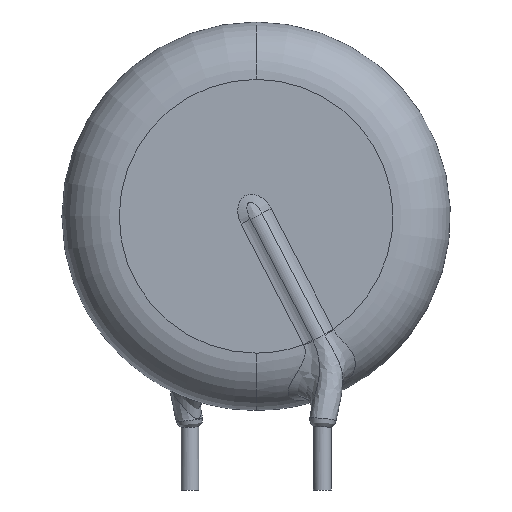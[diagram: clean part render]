
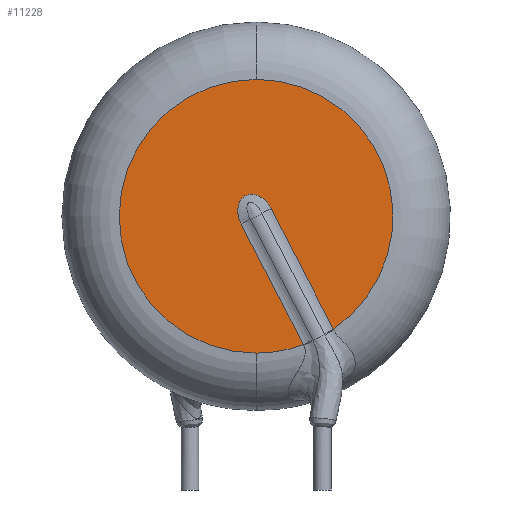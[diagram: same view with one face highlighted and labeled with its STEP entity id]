
A CAD part, front view. The second image highlights one B-rep face of the part: STEP entity #11228.
In plain terms, the highlighted planar face has unit normal (0, -1, 0).
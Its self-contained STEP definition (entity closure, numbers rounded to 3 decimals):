
#508 = CIRCLE ( 'NONE', #14339, 7.75 ) ;
#596 = CARTESIAN_POINT ( 'NONE',  ( 0., -3.25, 12. ) ) ;
#721 = EDGE_CURVE ( 'NONE', #11120, #8795, #1897, .T. ) ;
#1129 = ORIENTED_EDGE ( 'NONE', *, *, #15292, .F. ) ;
#1272 = EDGE_CURVE ( 'NONE', #3432, #6780, #5728, .T. ) ;
#1305 = AXIS2_PLACEMENT_3D ( 'NONE', #596, #1946, #6830 ) ;
#1459 = CARTESIAN_POINT ( 'NONE',  ( 0., -3.25, 12. ) ) ;
#1477 = CARTESIAN_POINT ( 'NONE',  ( 0.123, -3.25, 13.165 ) ) ;
#1634 = CARTESIAN_POINT ( 'NONE',  ( 0.19, -3.25, 13.133 ) ) ;
#1712 = CARTESIAN_POINT ( 'NONE',  ( 0.496, -3.25, 12.919 ) ) ;
#1897 = CIRCLE ( 'NONE', #10849, 7.75 ) ;
#1946 = DIRECTION ( 'NONE',  ( 0., 1., 0. ) ) ;
#2308 = ORIENTED_EDGE ( 'NONE', *, *, #1272, .T. ) ;
#2315 = ORIENTED_EDGE ( 'NONE', *, *, #8876, .T. ) ;
#2365 = CARTESIAN_POINT ( 'NONE',  ( -0.091, -3.25, 13.234 ) ) ;
#2400 = DIRECTION ( 'NONE',  ( 0., 0., 1. ) ) ;
#2601 = CARTESIAN_POINT ( 'NONE',  ( -0.018, -3.25, 13.216 ) ) ;
#2750 = CARTESIAN_POINT ( 'NONE',  ( 0.78, -3.25, 12.572 ) ) ;
#3330 = DIRECTION ( 'NONE',  ( 0.459, 0., -0.889 ) ) ;
#3376 = B_SPLINE_CURVE_WITH_KNOTS ( 'NONE', 3,
 ( #11156, #3727, #12289, #3573, #6216, #5023, #9896, #14810, #8448, #13342, #13571, #2365, #2601, #1477, #1634, #10206, #1712, #14975, #2750, #6365 ),
 .UNSPECIFIED., .F., .F.,
 ( 4, 2, 2, 2, 2, 2, 2, 2, 2, 4 ),
 ( 0., 0., 0.001, 0.001, 0.002, 0.002, 0.002, 0.003, 0.003, 0.004 ),
 .UNSPECIFIED. ) ;
#3432 = VERTEX_POINT ( 'NONE', #6722 ) ;
#3573 = CARTESIAN_POINT ( 'NONE',  ( -1.035, -3.25, 12.125 ) ) ;
#3610 = CARTESIAN_POINT ( 'NONE',  ( -0.849, -3.25, 11.562 ) ) ;
#3660 = ORIENTED_EDGE ( 'NONE', *, *, #721, .F. ) ;
#3727 = CARTESIAN_POINT ( 'NONE',  ( -0.918, -3.25, 11.695 ) ) ;
#3781 = DIRECTION ( 'NONE',  ( 0., 1., 0. ) ) ;
#4395 = ORIENTED_EDGE ( 'NONE', *, *, #15588, .T. ) ;
#4775 = CARTESIAN_POINT ( 'NONE',  ( 2.68, -3.25, 4.728 ) ) ;
#4895 = DIRECTION ( 'NONE',  ( 0., 1., 0. ) ) ;
#5008 = EDGE_CURVE ( 'NONE', #8795, #6780, #9213, .T. ) ;
#5023 = CARTESIAN_POINT ( 'NONE',  ( -1.024, -3.25, 12.57 ) ) ;
#5034 = VERTEX_POINT ( 'NONE', #10913 ) ;
#5728 = LINE ( 'NONE', #13010, #5930 ) ;
#5930 = VECTOR ( 'NONE', #3330, 1000. ) ;
#6216 = CARTESIAN_POINT ( 'NONE',  ( -1.048, -3.25, 12.275 ) ) ;
#6247 = CARTESIAN_POINT ( 'NONE',  ( 4.378, -3.25, 5.605 ) ) ;
#6267 = DIRECTION ( 'NONE',  ( 0., 0., 1. ) ) ;
#6365 = CARTESIAN_POINT ( 'NONE',  ( 0.849, -3.25, 12.438 ) ) ;
#6722 = CARTESIAN_POINT ( 'NONE',  ( 0.849, -3.25, 12.438 ) ) ;
#6780 = VERTEX_POINT ( 'NONE', #6247 ) ;
#6830 = DIRECTION ( 'NONE',  ( 0., 0., 1. ) ) ;
#8098 = CARTESIAN_POINT ( 'NONE',  ( 0., -3.25, 19.75 ) ) ;
#8409 = CARTESIAN_POINT ( 'NONE',  ( 0., -3.25, 4.25 ) ) ;
#8448 = CARTESIAN_POINT ( 'NONE',  ( -0.734, -3.25, 13.095 ) ) ;
#8488 = DIRECTION ( 'NONE',  ( 0., 1., 0. ) ) ;
#8557 = DIRECTION ( 'NONE',  ( -0.459, 0., 0.889 ) ) ;
#8795 = VERTEX_POINT ( 'NONE', #8098 ) ;
#8876 = EDGE_CURVE ( 'NONE', #11930, #5034, #9926, .T. ) ;
#9213 = CIRCLE ( 'NONE', #1305, 7.75 ) ;
#9764 = DIRECTION ( 'NONE',  ( 0., 0., 1. ) ) ;
#9896 = CARTESIAN_POINT ( 'NONE',  ( -0.987, -3.25, 12.718 ) ) ;
#9926 = LINE ( 'NONE', #3610, #14663 ) ;
#10206 = CARTESIAN_POINT ( 'NONE',  ( 0.383, -3.25, 13.017 ) ) ;
#10390 = ORIENTED_EDGE ( 'NONE', *, *, #5008, .F. ) ;
#10831 = CARTESIAN_POINT ( 'NONE',  ( 0., -3.25, 12. ) ) ;
#10849 = AXIS2_PLACEMENT_3D ( 'NONE', #1459, #3781, #6267 ) ;
#10913 = CARTESIAN_POINT ( 'NONE',  ( -0.849, -3.25, 11.562 ) ) ;
#10961 = CARTESIAN_POINT ( 'NONE',  ( 0., -3.25, 12. ) ) ;
#11120 = VERTEX_POINT ( 'NONE', #8409 ) ;
#11156 = CARTESIAN_POINT ( 'NONE',  ( -0.849, -3.25, 11.562 ) ) ;
#11228 = ADVANCED_FACE ( 'NONE', ( #11264 ), #12318, .F. ) ;
#11264 = FACE_OUTER_BOUND ( 'NONE', #11836, .T. ) ;
#11836 = EDGE_LOOP ( 'NONE', ( #4395, #2308, #10390, #3660, #1129, #2315 ) ) ;
#11930 = VERTEX_POINT ( 'NONE', #4775 ) ;
#12289 = CARTESIAN_POINT ( 'NONE',  ( -0.969, -3.25, 11.834 ) ) ;
#12318 = PLANE ( 'NONE',  #15268 ) ;
#13010 = CARTESIAN_POINT ( 'NONE',  ( 0.849, -3.25, 12.438 ) ) ;
#13342 = CARTESIAN_POINT ( 'NONE',  ( -0.471, -3.25, 13.234 ) ) ;
#13571 = CARTESIAN_POINT ( 'NONE',  ( -0.315, -3.25, 13.259 ) ) ;
#14339 = AXIS2_PLACEMENT_3D ( 'NONE', #10831, #8488, #2400 ) ;
#14663 = VECTOR ( 'NONE', #8557, 1000. ) ;
#14810 = CARTESIAN_POINT ( 'NONE',  ( -0.842, -3.25, 12.983 ) ) ;
#14975 = CARTESIAN_POINT ( 'NONE',  ( 0.695, -3.25, 12.697 ) ) ;
#15268 = AXIS2_PLACEMENT_3D ( 'NONE', #10961, #4895, #9764 ) ;
#15292 = EDGE_CURVE ( 'NONE', #11930, #11120, #508, .T. ) ;
#15588 = EDGE_CURVE ( 'NONE', #5034, #3432, #3376, .T. ) ;
